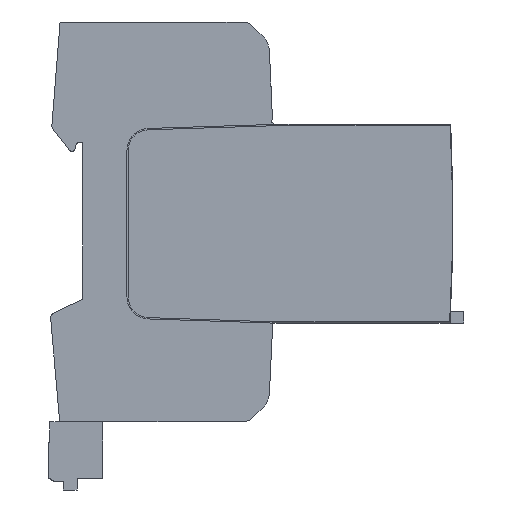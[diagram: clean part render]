
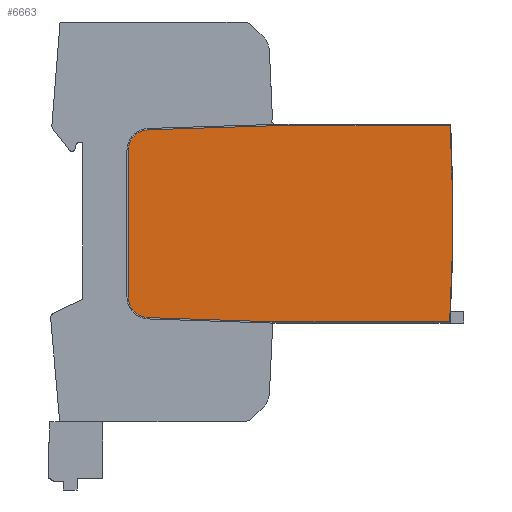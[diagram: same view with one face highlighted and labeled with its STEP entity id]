
A CAD part, left-side view. The second image highlights one B-rep face of the part: STEP entity #6663.
In plain terms, the highlighted planar face has unit normal (-1, 0, 0).
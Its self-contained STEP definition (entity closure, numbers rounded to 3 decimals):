
#787=CARTESIAN_POINT('',(-27.,336.41,0.75));
#788=DIRECTION('',(1.,0.,0.));
#789=DIRECTION('',(0.,-0.999,0.05));
#790=AXIS2_PLACEMENT_3D('',#787,#788,#789);
#792=DIRECTION('',(0.,1.,0.));
#793=VECTOR('',#792,39.924);
#794=CARTESIAN_POINT('',(-27.,-78.838,-22.527));
#795=LINE('',#794,#793);
#796=DIRECTION('',(0.,0.999,0.033));
#797=VECTOR('',#796,28.085);
#798=CARTESIAN_POINT('',(-27.,-38.914,
-22.527));
#799=LINE('',#798,#797);
#800=CARTESIAN_POINT('',(-27.,-11.,-16.9));
#801=DIRECTION('',(-1.,0.,0.));
#802=DIRECTION('',(0.,1.,0.));
#803=AXIS2_PLACEMENT_3D('',#800,#801,#802);
#805=DIRECTION('',(0.,0.,1.));
#806=VECTOR('',#805,33.);
#807=CARTESIAN_POINT('',(-27.,-6.3,-16.9));
#808=LINE('',#807,#806);
#809=CARTESIAN_POINT('',(-27.,-11.,16.1));
#810=DIRECTION('',(-1.,0.,0.));
#811=DIRECTION('',(0.,0.032,0.999));
#812=AXIS2_PLACEMENT_3D('',#809,#810,#811);
#814=DIRECTION('',(0.,-0.999,0.032));
#815=VECTOR('',#814,28.08);
#816=CARTESIAN_POINT('',(-27.,-10.849,20.798));
#817=LINE('',#816,#815);
#818=DIRECTION('',(0.,1.,0.));
#819=VECTOR('',#818,40.048);
#820=CARTESIAN_POINT('',(-27.,-78.962,21.7));
#821=LINE('',#820,#819);
#1326=CARTESIAN_POINT('',(-27.,-78.838,-22.527));
#2408=CARTESIAN_POINT('',(-27.,-78.962,21.7));
#5955=CARTESIAN_POINT('',(-27.,-38.914,
-22.527));
#5956=VERTEX_POINT('',#5955);
#5957=CARTESIAN_POINT('',(-27.,-10.844,-21.597));
#5958=VERTEX_POINT('',#5957);
#5959=CARTESIAN_POINT('',(-27.,-6.3,-16.9));
#5960=VERTEX_POINT('',#5959);
#5961=CARTESIAN_POINT('',(-27.,-6.3,16.1));
#5962=VERTEX_POINT('',#5961);
#5963=CARTESIAN_POINT('',(-27.,-10.849,20.798));
#5964=VERTEX_POINT('',#5963);
#5965=CARTESIAN_POINT('',(-27.,-38.914,
21.7));
#5966=VERTEX_POINT('',#5965);
#6205=VERTEX_POINT('',#1326);
#6206=VERTEX_POINT('',#2408);
#6640=CARTESIAN_POINT('',(-27.,0.,0.));
#6641=DIRECTION('',(1.,0.,0.));
#6642=DIRECTION('',(0.,1.,0.));
#6643=AXIS2_PLACEMENT_3D('',#6640,#6641,#6642);
#6644=PLANE('',#6643);
#6646=ORIENTED_EDGE('',*,*,#6645,.T.);
#6648=ORIENTED_EDGE('',*,*,#6647,.T.);
#6650=ORIENTED_EDGE('',*,*,#6649,.T.);
#6652=ORIENTED_EDGE('',*,*,#6651,.F.);
#6654=ORIENTED_EDGE('',*,*,#6653,.T.);
#6656=ORIENTED_EDGE('',*,*,#6655,.F.);
#6658=ORIENTED_EDGE('',*,*,#6657,.T.);
#6660=ORIENTED_EDGE('',*,*,#6659,.F.);
#6661=EDGE_LOOP('',(#6646,#6648,#6650,#6652,#6654,#6656,#6658,#6660));
#6662=FACE_OUTER_BOUND('',#6661,.F.);
#791=CIRCLE('',#790,415.9);
#804=CIRCLE('',#803,4.7);
#813=CIRCLE('',#812,4.7);
#6645=EDGE_CURVE('',#6206,#6205,#791,.T.);
#6647=EDGE_CURVE('',#6205,#5956,#795,.T.);
#6649=EDGE_CURVE('',#5956,#5958,#799,.T.);
#6651=EDGE_CURVE('',#5960,#5958,#804,.T.);
#6653=EDGE_CURVE('',#5960,#5962,#808,.T.);
#6655=EDGE_CURVE('',#5964,#5962,#813,.T.);
#6657=EDGE_CURVE('',#5964,#5966,#817,.T.);
#6659=EDGE_CURVE('',#6206,#5966,#821,.T.);
#6663=ADVANCED_FACE('',(#6662),#6644,.F.);
